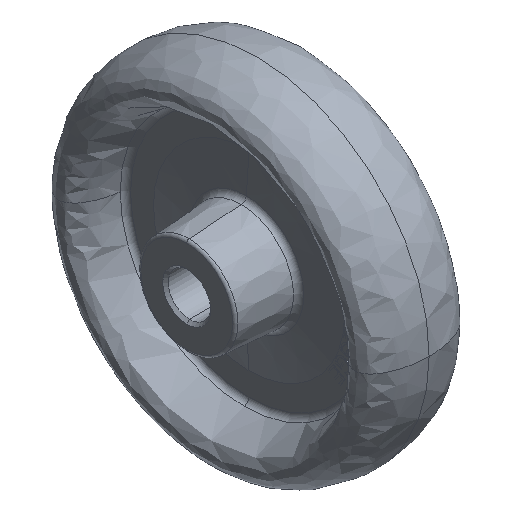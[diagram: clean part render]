
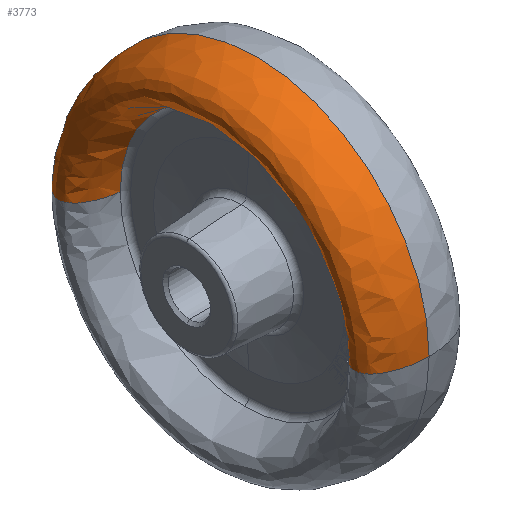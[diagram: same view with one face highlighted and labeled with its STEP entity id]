
A CAD part, isometric view. The second image highlights one B-rep face of the part: STEP entity #3773.
In plain terms, the highlighted free-form (B-spline) face has degree [3, 3] with [4, 4] control points.
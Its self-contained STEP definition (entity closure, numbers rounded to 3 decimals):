
#15 = VERTEX_POINT ( 'NONE', #3394 ) ;
#239 = ORIENTED_EDGE ( 'NONE', *, *, #4851, .T. ) ;
#265 =( BOUNDED_CURVE ( )  B_SPLINE_CURVE ( 3, ( #2524, #5636, #5460, #5446 ),
 .UNSPECIFIED., .F., .T. ) 
 B_SPLINE_CURVE_WITH_KNOTS ( ( 4, 4 ),
 ( 1.568, 4.473 ),
 .UNSPECIFIED. ) 
 CURVE ( )  GEOMETRIC_REPRESENTATION_ITEM ( )  RATIONAL_B_SPLINE_CURVE ( ( 1., 0.412, 0.412, 1. ) ) 
 REPRESENTATION_ITEM ( '' )  );
#446 = DIRECTION ( 'NONE',  ( 0., 0., 1. ) ) ;
#472 = DIRECTION ( 'NONE',  ( -1., 0., 0. ) ) ;
#496 = CARTESIAN_POINT ( 'NONE',  ( 0.036, 0., 0. ) ) ;
#552 = CARTESIAN_POINT ( 'NONE',  ( -4.26, 0., 0. ) ) ;
#582 = DIRECTION ( 'NONE',  ( 1., 0., 0. ) ) ;
#706 = ORIENTED_EDGE ( 'NONE', *, *, #2836, .T. ) ;
#709 = ORIENTED_EDGE ( 'NONE', *, *, #2474, .T. ) ;
#722 = CARTESIAN_POINT ( 'NONE',  ( -4.26, -44.751, 0. ) ) ;
#766 = CARTESIAN_POINT ( 'NONE',  ( 0.036, -62.5, 0. ) ) ;
#849 = EDGE_LOOP ( 'NONE', ( #4279, #239, #1432, #706, #709 ) ) ;
#994 = EDGE_CURVE ( 'NONE', #4936, #1838, #4859, .T. ) ;
#1432 = ORIENTED_EDGE ( 'NONE', *, *, #994, .T. ) ;
#1495 = AXIS2_PLACEMENT_3D ( 'NONE', #496, #472, #446 ) ;
#1787 = AXIS2_PLACEMENT_3D ( 'NONE', #5383, #5797, #3896 ) ;
#1838 = VERTEX_POINT ( 'NONE', #4088 ) ;
#2367 = CARTESIAN_POINT ( 'NONE',  ( -4.26, -44.751, 0. ) ) ;
#2376 = CARTESIAN_POINT ( 'NONE',  ( -4.26, -44.751, 89.503 ) ) ;
#2381 = CARTESIAN_POINT ( 'NONE',  ( -4.26, 44.751, 89.503 ) ) ;
#2397 = CARTESIAN_POINT ( 'NONE',  ( -4.26, 44.751, 0. ) ) ;
#2414 = CARTESIAN_POINT ( 'NONE',  ( -32.352, -48.145, 0. ) ) ;
#2419 = CARTESIAN_POINT ( 'NONE',  ( -32.352, -48.145, 96.289 ) ) ;
#2434 = CARTESIAN_POINT ( 'NONE',  ( -32.352, 48.145, 96.289 ) ) ;
#2448 = CARTESIAN_POINT ( 'NONE',  ( -32.352, 48.145, 0. ) ) ;
#2455 = CARTESIAN_POINT ( 'NONE',  ( -28.877, -62.5, 0. ) ) ;
#2464 = CARTESIAN_POINT ( 'NONE',  ( -28.877, -62.5, 125. ) ) ;
#2474 = EDGE_CURVE ( 'NONE', #15, #4839, #3079, .T. ) ;
#2490 = CARTESIAN_POINT ( 'NONE',  ( -28.877, 62.5, 125. ) ) ;
#2510 = CARTESIAN_POINT ( 'NONE',  ( -28.877, 62.5, 0. ) ) ;
#2517 = CARTESIAN_POINT ( 'NONE',  ( 0.036, -62.5, 0. ) ) ;
#2524 = CARTESIAN_POINT ( 'NONE',  ( 0.036, -62.5, 0. ) ) ;
#2528 = CARTESIAN_POINT ( 'NONE',  ( 0.036, -62.5, 125. ) ) ;
#2535 = CARTESIAN_POINT ( 'NONE',  ( 0.036, 62.5, 125. ) ) ;
#2627 = CARTESIAN_POINT ( 'NONE',  ( 0.036, 62.5, 0. ) ) ;
#2784 = CARTESIAN_POINT ( 'NONE',  ( -4.26, 44.751, 0. ) ) ;
#2836 = EDGE_CURVE ( 'NONE', #1838, #15, #5485, .T. ) ;
#3079 = CIRCLE ( 'NONE', #3504, 44.751 ) ;
#3140 = CARTESIAN_POINT ( 'NONE',  ( -32.352, 48.145, 0. ) ) ;
#3226 = CARTESIAN_POINT ( 'NONE',  ( -28.877, 62.5, 0. ) ) ;
#3394 = CARTESIAN_POINT ( 'NONE',  ( -4.26, 0., 44.751 ) ) ;
#3504 = AXIS2_PLACEMENT_3D ( 'NONE', #552, #582, #5027 ) ;
#3773 = ADVANCED_FACE ( 'NONE', ( #4917 ), #4400, .T. ) ;
#3836 = CIRCLE ( 'NONE', #1495, 62.5 ) ;
#3896 = DIRECTION ( 'NONE',  ( 0., 0., -1. ) ) ;
#4088 = CARTESIAN_POINT ( 'NONE',  ( -4.26, 44.751, 0. ) ) ;
#4279 = ORIENTED_EDGE ( 'NONE', *, *, #4587, .F. ) ;
#4400 =( BOUNDED_SURFACE ( )  B_SPLINE_SURFACE ( 3, 3, ( 
 ( #2627, #2535, #2528, #2517 ),
 ( #2510, #2490, #2464, #2455 ),
 ( #2448, #2434, #2419, #2414 ),
 ( #2397, #2381, #2376, #2367 ) ),
 .UNSPECIFIED., .F., .F., .T. ) 
 B_SPLINE_SURFACE_WITH_KNOTS ( ( 4, 4 ),
 ( 4, 4 ),
 ( 0., 1. ),
 ( 0., 1. ),
 .UNSPECIFIED. ) 
 GEOMETRIC_REPRESENTATION_ITEM ( )  RATIONAL_B_SPLINE_SURFACE ( (
 ( 1., 0.333, 0.333, 1.),
 ( 0.412, 0.137, 0.137, 0.412),
 ( 0.412, 0.137, 0.137, 0.412),
 ( 1., 0.333, 0.333, 1.) ) ) 
 REPRESENTATION_ITEM ( '' )  SURFACE ( )  );
#4587 = EDGE_CURVE ( 'NONE', #5122, #4839, #265, .T. ) ;
#4839 = VERTEX_POINT ( 'NONE', #722 ) ;
#4851 = EDGE_CURVE ( 'NONE', #5122, #4936, #3836, .T. ) ;
#4859 =( BOUNDED_CURVE ( )  B_SPLINE_CURVE ( 3, ( #5776, #3226, #3140, #2784 ),
 .UNSPECIFIED., .F., .F. ) 
 B_SPLINE_CURVE_WITH_KNOTS ( ( 4, 4 ),
 ( 1.568, 4.473 ),
 .UNSPECIFIED. ) 
 CURVE ( )  GEOMETRIC_REPRESENTATION_ITEM ( )  RATIONAL_B_SPLINE_CURVE ( ( 1., 0.412, 0.412, 1. ) ) 
 REPRESENTATION_ITEM ( '' )  );
#4917 = FACE_OUTER_BOUND ( 'NONE', #849, .T. ) ;
#4936 = VERTEX_POINT ( 'NONE', #5061 ) ;
#5027 = DIRECTION ( 'NONE',  ( 0., 0., -1. ) ) ;
#5061 = CARTESIAN_POINT ( 'NONE',  ( 0.036, 62.5, 0. ) ) ;
#5122 = VERTEX_POINT ( 'NONE', #766 ) ;
#5383 = CARTESIAN_POINT ( 'NONE',  ( -4.26, 0., 0. ) ) ;
#5446 = CARTESIAN_POINT ( 'NONE',  ( -4.26, -44.751, 0. ) ) ;
#5460 = CARTESIAN_POINT ( 'NONE',  ( -32.352, -48.145, 0. ) ) ;
#5485 = CIRCLE ( 'NONE', #1787, 44.751 ) ;
#5636 = CARTESIAN_POINT ( 'NONE',  ( -28.877, -62.5, 0. ) ) ;
#5776 = CARTESIAN_POINT ( 'NONE',  ( 0.036, 62.5, 0. ) ) ;
#5797 = DIRECTION ( 'NONE',  ( 1., 0., 0. ) ) ;
